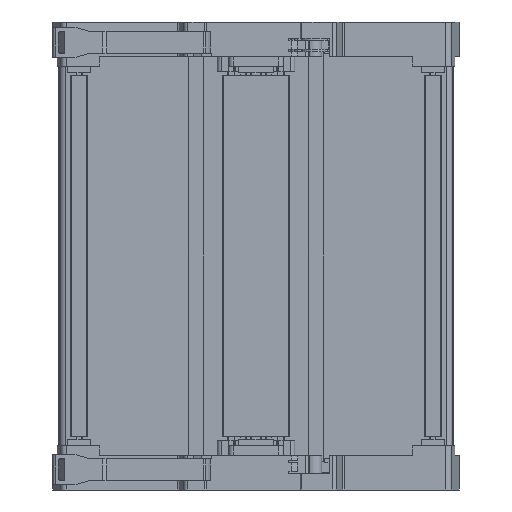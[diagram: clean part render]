
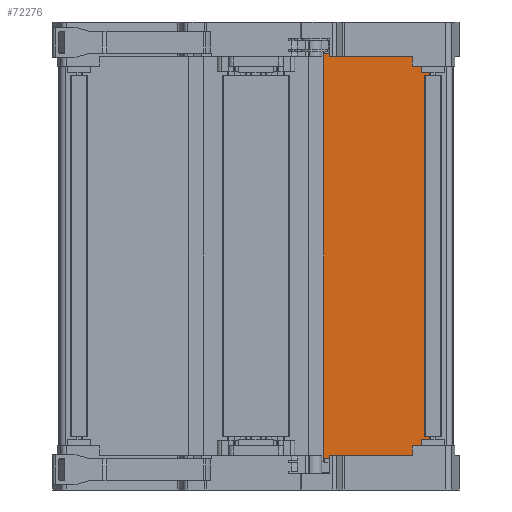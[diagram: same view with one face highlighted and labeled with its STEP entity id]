
A CAD part, front view. The second image highlights one B-rep face of the part: STEP entity #72276.
In plain terms, the highlighted planar face has unit normal (0, -1, 0).
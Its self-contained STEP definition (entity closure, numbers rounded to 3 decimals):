
#2782=PLANE('',#76711);
#6066=FACE_OUTER_BOUND('',#9771,.T.);
#9771=EDGE_LOOP('',(#61851,#61852,#61853,#61854,#61855,#61856,#61857,#61858,
#61859,#61860));
#18138=LINE('',#110806,#26791);
#18958=LINE('',#112879,#27611);
#19008=LINE('',#112999,#27661);
#19022=LINE('',#113040,#27675);
#19023=LINE('',#113042,#27676);
#19024=LINE('',#113044,#27677);
#19025=LINE('',#113046,#27678);
#19026=LINE('',#113048,#27679);
#19027=LINE('',#113050,#27680);
#19028=LINE('',#113051,#27681);
#26791=VECTOR('',#90672,37.2);
#27611=VECTOR('',#92422,10.);
#27661=VECTOR('',#92578,10.);
#27675=VECTOR('',#92634,144.);
#27676=VECTOR('',#92635,10.);
#27677=VECTOR('',#92636,10.);
#27678=VECTOR('',#92637,37.2);
#27679=VECTOR('',#92638,37.2);
#27680=VECTOR('',#92639,144.);
#27681=VECTOR('',#92640,37.2);
#33795=VERTEX_POINT('',#110804);
#33796=VERTEX_POINT('',#110805);
#34523=VERTEX_POINT('',#112876);
#34524=VERTEX_POINT('',#112878);
#34547=VERTEX_POINT('',#113039);
#34548=VERTEX_POINT('',#113041);
#34549=VERTEX_POINT('',#113043);
#34550=VERTEX_POINT('',#113045);
#34551=VERTEX_POINT('',#113047);
#34552=VERTEX_POINT('',#113049);
#42803=EDGE_CURVE('',#33795,#33796,#18138,.T.);
#43814=EDGE_CURVE('',#34524,#34523,#18958,.T.);
#43873=EDGE_CURVE('',#34524,#33796,#19008,.T.);
#43888=EDGE_CURVE('',#34547,#34523,#19022,.T.);
#43889=EDGE_CURVE('',#34547,#34548,#19023,.T.);
#43890=EDGE_CURVE('',#34548,#34549,#19024,.T.);
#43891=EDGE_CURVE('',#34549,#34550,#19025,.T.);
#43892=EDGE_CURVE('',#34550,#34551,#19026,.T.);
#43893=EDGE_CURVE('',#34551,#34552,#19027,.T.);
#43894=EDGE_CURVE('',#34552,#33795,#19028,.T.);
#61851=ORIENTED_EDGE('',*,*,#43873,.F.);
#61852=ORIENTED_EDGE('',*,*,#43814,.T.);
#61853=ORIENTED_EDGE('',*,*,#43888,.F.);
#61854=ORIENTED_EDGE('',*,*,#43889,.T.);
#61855=ORIENTED_EDGE('',*,*,#43890,.T.);
#61856=ORIENTED_EDGE('',*,*,#43891,.T.);
#61857=ORIENTED_EDGE('',*,*,#43892,.T.);
#61858=ORIENTED_EDGE('',*,*,#43893,.T.);
#61859=ORIENTED_EDGE('',*,*,#43894,.T.);
#61860=ORIENTED_EDGE('',*,*,#42803,.T.);
#72276=ADVANCED_FACE('',(#6066),#2782,.F.);
#76711=AXIS2_PLACEMENT_3D('',#113038,#92632,#92633);
#90672=DIRECTION('',(1.,0.,0.));
#92422=DIRECTION('',(1.,0.,0.));
#92578=DIRECTION('',(0.,0.,-1.));
#92632=DIRECTION('center_axis',(0.,1.,0.));
#92633=DIRECTION('ref_axis',(0.,0.,
-1.));
#92634=DIRECTION('',(0.,0.,-1.));
#92635=DIRECTION('',(-1.,0.,0.));
#92636=DIRECTION('',(0.,0.,1.));
#92637=DIRECTION('',(-1.,0.,0.));
#92638=DIRECTION('',(-1.,0.,0.));
#92639=DIRECTION('',(0.,0.,-1.));
#92640=DIRECTION('',(1.,0.,0.));
#110804=CARTESIAN_POINT('',(26.4,13.95,-72.));
#110805=CARTESIAN_POINT('',(56.8,13.95,-72.));
#110806=CARTESIAN_POINT('',(23.75,13.95,-72.));
#112876=CARTESIAN_POINT('',(60.95,13.95,-66.5));
#112878=CARTESIAN_POINT('',(56.8,13.95,-66.5));
#112879=CARTESIAN_POINT('',(84.292,13.95,-66.5));
#112999=CARTESIAN_POINT('',(56.8,13.95,-82.));
#113038=CARTESIAN_POINT('Origin',(23.75,13.95,-115.6));
#113039=CARTESIAN_POINT('',(60.95,13.95,66.5));
#113040=CARTESIAN_POINT('',(60.95,13.95,72.));
#113041=CARTESIAN_POINT('',(56.8,13.95,66.5));
#113042=CARTESIAN_POINT('',(84.292,13.95,66.5));
#113043=CARTESIAN_POINT('',(56.8,13.95,72.));
#113044=CARTESIAN_POINT('',(56.8,13.95,82.));
#113045=CARTESIAN_POINT('',(26.4,13.95,72.));
#113046=CARTESIAN_POINT('',(60.95,13.95,72.));
#113047=CARTESIAN_POINT('',(23.75,13.95,72.));
#113048=CARTESIAN_POINT('',(60.95,13.95,72.));
#113049=CARTESIAN_POINT('',(23.75,13.95,-72.));
#113050=CARTESIAN_POINT('',(23.75,13.95,72.));
#113051=CARTESIAN_POINT('',(23.75,13.95,-72.));
